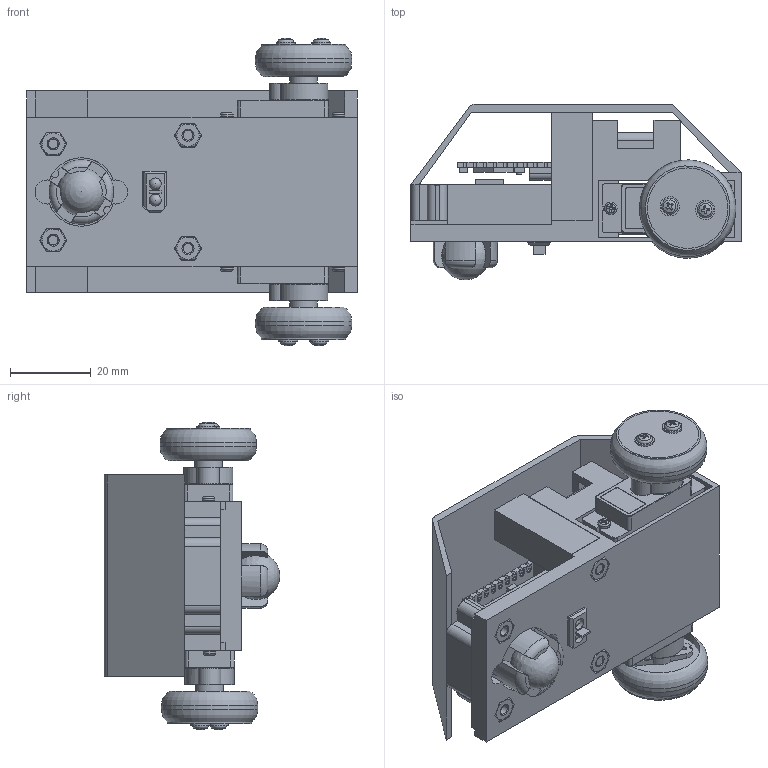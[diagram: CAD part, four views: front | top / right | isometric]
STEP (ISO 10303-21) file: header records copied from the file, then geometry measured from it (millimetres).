
FILE_DESCRIPTION(/* description */ (''),/* implementation_level */ '2;1');
FILE_NAME(/* name */ 'машинка.stp',/* time_stamp */ '2025-02-10T22:26:08+03:00',/* author */ ('Admin'),/* organization */ (''),/* preprocessor_version */ 'ST-DEVELOPER v18.1',/* originating_system */ 'Autodesk Inventor 2022',/* authorisation */ '');
FILE_SCHEMA (('AUTOMOTIVE_DESIGN { 1 0 10303 214 3 1 1 }'));
Products named in the file (31): машинка; крыша; крыша1; Винт 2.M3-6gx30 ГОСТ 
17475-80; крепление; крепл. датчк.
1; ESP32S3 Super Mini; Screw GB/T 13806.1-1992 B M3 x 10; TCRT5000; TCRT5000_1; Board Geometry; pins; leds2 Geometry; pot Geometry; основа; аккум; сервоприводы; сервы2; качалка; SG90 - Micro Servo 9g - Tower Pro.5_BS EN ISO 7045 - M2 x 8 - Z - 8S; сервы; SG90 - Micro Servo 9g - Tower Pro.1_Pea; SG90 - Micro Servo 9g - Tower Pro.6_BS EN ISO 7045 - M2 x 4 - Z - 4S; сфер.подшип; Caster Geometry; Ball; дно2; Nut GB/T 6170 M3; колеса; диск заднего 
колеса; шина
Assembly tree (45 placements, depth 5):
  машинка
    крыша
      крыша1
      Винт 2.M3-6gx30 ГОСТ 
17475-80  x2
    крепление
      крепл. датчк.
1
      ESP32S3 Super Mini
      Screw GB/T 13806.1-1992 B M3 x 10  x2
      TCRT5000
        TCRT5000_1
        Board Geometry
        pins
        leds2 Geometry
        pot Geometry
    основа
      аккум
      сервоприводы
        сервы2
          качалка  x2
        SG90 - Micro Servo 9g - Tower Pro.5_BS EN ISO 7045 - M2 x 8 - Z - 8S  x4
        сервы
          SG90 - Micro Servo 9g - Tower Pro.1_Pea  x2
          SG90 - Micro Servo 9g - Tower Pro.6_BS EN ISO 7045 - M2 x 4 - Z - 4S  x4
      сфер.подшип
        Caster Geometry
        Ball
      дно2
      Nut GB/T 6170 M3  x4
      колеса
        диск заднего 
колеса  x2
        шина  x2
Bounding box: 82 x 43.6 x 76.44 mm (x, y, z)
Volume: 63304.3 mm3; surface area: 54772.4 mm2
Topology: 65 solids, 65 shells, 3024 faces, 9187 edges, 6556 vertices
Faces by surface type: plane 1807, cylinder 642, cone 358, torus 98, bspline 96, sphere 23
Full cylindrical faces by diameter (mm): 0.2 x2, 0.5 x6, 0.813 x18, 1 x6, 1.2 x8, 1.27 x2, 1.6 x4, 1.8 x8, 2 x104, 2.1 x2, 2.2 x8, 2.459 x4, 2.5 x4, 2.8 x2, 3 x8, 3.1 x4, 3.2 x6, 3.8 x1, 4 x1, 4.6 x2, 4.8 x4, 5 x2, 5.5 x2, 5.6 x2, 6.9 x2, 20 x2, 21 x2, 24 x2
Entity records: 67746 total; most frequent: CARTESIAN_POINT 20744, ORIENTED_EDGE 10040, DIRECTION 8633, EDGE_CURVE 5020, VERTEX_POINT 3576, LINE 3187, VECTOR 3187, AXIS2_PLACEMENT_3D 2723
